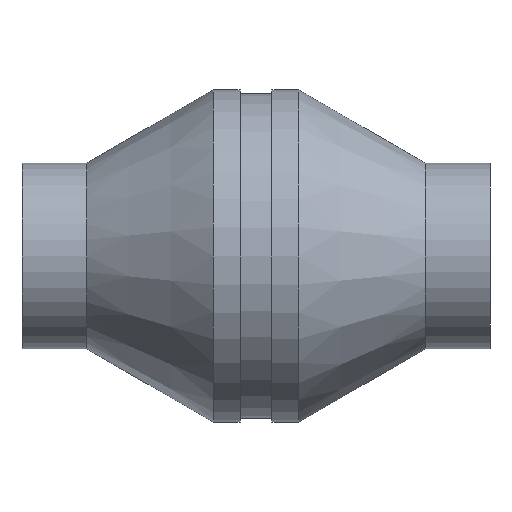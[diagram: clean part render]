
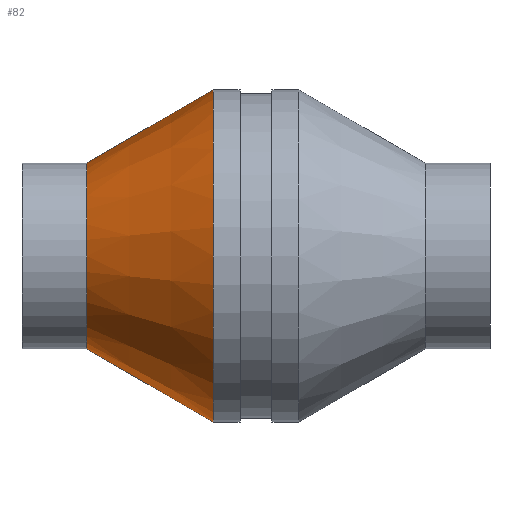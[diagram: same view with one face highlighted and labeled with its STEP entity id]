
A CAD part, left-side view. The second image highlights one B-rep face of the part: STEP entity #82.
In plain terms, the highlighted conical face has half-angle 30.054 degrees and reference radius 103 mm.
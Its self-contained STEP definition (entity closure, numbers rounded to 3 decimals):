
#82 = ADVANCED_FACE( '', ( #200, #201 ), #202, .T. );
#200 = FACE_BOUND( '', #375, .T. );
#201 = FACE_OUTER_BOUND( '', #376, .T. );
#202 = CONICAL_SURFACE( '', #377, 103., 0.525 );
#375 = EDGE_LOOP( '', ( #568 ) );
#376 = EDGE_LOOP( '', ( #569 ) );
#377 = AXIS2_PLACEMENT_3D( '', #570, #571, #572 );
#568 = ORIENTED_EDGE( '', *, *, #954, .T. );
#569 = ORIENTED_EDGE( '', *, *, #955, .F. );
#570 = CARTESIAN_POINT( '', ( 0., 171.364, 0. ) );
#571 = DIRECTION( '', ( 0., -1., 0. ) );
#572 = DIRECTION( '', ( 0., 0., -1. ) );
#954 = EDGE_CURVE( '', #1132, #1132, #1133, .T. );
#955 = EDGE_CURVE( '', #1134, #1134, #1135, .T. );
#1132 = VERTEX_POINT( '', #1471 );
#1133 = CIRCLE( '', #1472, 57.5 );
#1134 = VERTEX_POINT( '', #1473 );
#1135 = CIRCLE( '', #1474, 103. );
#1471 = CARTESIAN_POINT( '', ( 0., 250., -57.5 ) );
#1472 = AXIS2_PLACEMENT_3D( '', #2039, #2040, #2041 );
#1473 = CARTESIAN_POINT( '', ( 0., 171.364, -103. ) );
#1474 = AXIS2_PLACEMENT_3D( '', #2042, #2043, #2044 );
#2039 = CARTESIAN_POINT( '', ( 0., 250., 0. ) );
#2040 = DIRECTION( '', ( 0., -1., 0. ) );
#2041 = DIRECTION( '', ( 0., 0., -1. ) );
#2042 = CARTESIAN_POINT( '', ( 0., 171.364, 0. ) );
#2043 = DIRECTION( '', ( 0., -1., 0. ) );
#2044 = DIRECTION( '', ( 0., 0., -1. ) );
